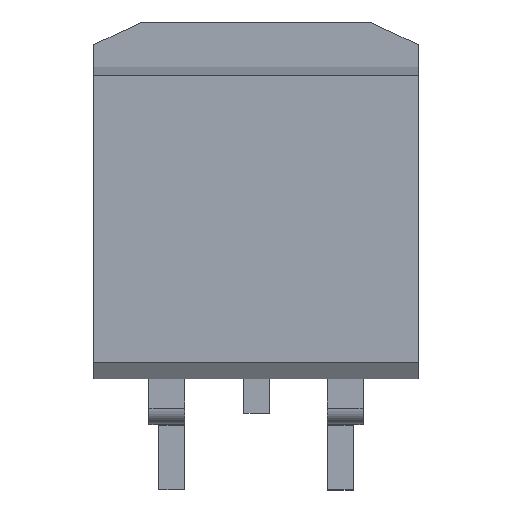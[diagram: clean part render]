
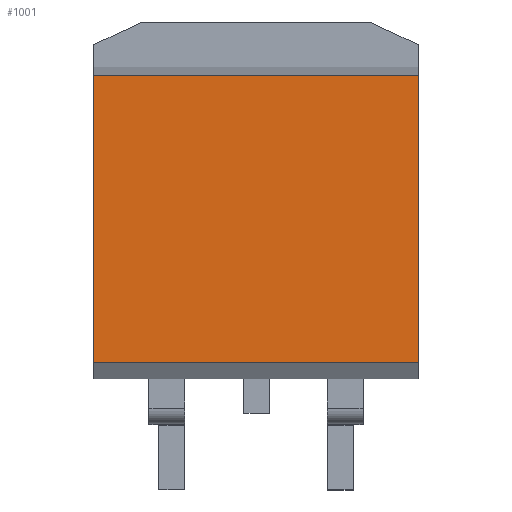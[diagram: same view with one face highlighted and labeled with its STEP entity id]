
A CAD part, top view. The second image highlights one B-rep face of the part: STEP entity #1001.
In plain terms, the highlighted planar face has unit normal (0, 0, 1).
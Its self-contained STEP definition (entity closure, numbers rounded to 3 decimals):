
#42=FACE_OUTER_BOUND('',#100,.T.);
#100=EDGE_LOOP('',(#676,#677,#678,#679));
#163=LINE('',#1434,#296);
#166=LINE('',#1440,#299);
#168=LINE('',#1444,#301);
#169=LINE('',#1445,#302);
#296=VECTOR('',#1158,10.);
#299=VECTOR('',#1163,10.);
#301=VECTOR('',#1167,10.);
#302=VECTOR('',#1168,10.);
#427=VERTEX_POINT('',#1431);
#428=VERTEX_POINT('',#1433);
#430=VERTEX_POINT('',#1438);
#431=VERTEX_POINT('',#1443);
#524=EDGE_CURVE('',#428,#427,#163,.T.);
#527=EDGE_CURVE('',#430,#427,#166,.T.);
#529=EDGE_CURVE('',#430,#431,#168,.T.);
#530=EDGE_CURVE('',#431,#428,#169,.F.);
#676=ORIENTED_EDGE('',*,*,#527,.F.);
#677=ORIENTED_EDGE('',*,*,#529,.T.);
#678=ORIENTED_EDGE('',*,*,#530,.T.);
#679=ORIENTED_EDGE('',*,*,#524,.T.);
#948=PLANE('',#1077);
#1001=ADVANCED_FACE('',(#42),#948,.T.);
#1077=AXIS2_PLACEMENT_3D('',#1442,#1165,#1166);
#1158=DIRECTION('',(0.,-1.,0.));
#1163=DIRECTION('',(-1.,0.,0.));
#1165=DIRECTION('center_axis',(0.,0.,1.));
#1166=DIRECTION('ref_axis',(1.,0.,0.));
#1167=DIRECTION('',(0.,1.,0.));
#1168=DIRECTION('',(1.,0.,0.));
#1431=CARTESIAN_POINT('',(-5.,0.8,4.3));
#1433=CARTESIAN_POINT('',(-5.,9.654,4.3));
#1434=CARTESIAN_POINT('',(-5.,0.3,4.3));
#1438=CARTESIAN_POINT('',(5.,0.8,4.3));
#1440=CARTESIAN_POINT('',(-3.,0.8,4.3));
#1442=CARTESIAN_POINT('Origin',(-0.5,5.1,4.3));
#1443=CARTESIAN_POINT('',(5.,9.654,4.3));
#1444=CARTESIAN_POINT('',(5.,9.9,4.3));
#1445=CARTESIAN_POINT('',(2.,9.654,4.3));
